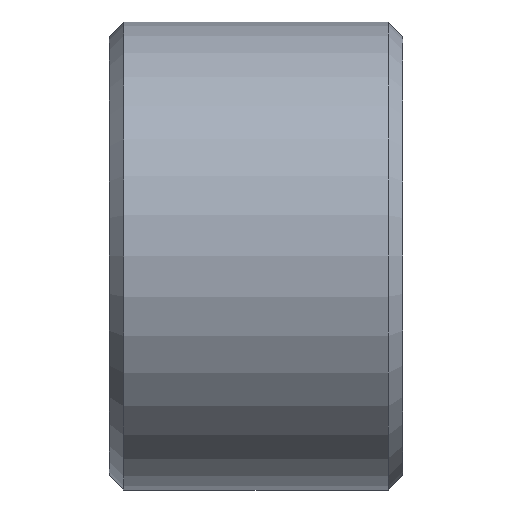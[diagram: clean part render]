
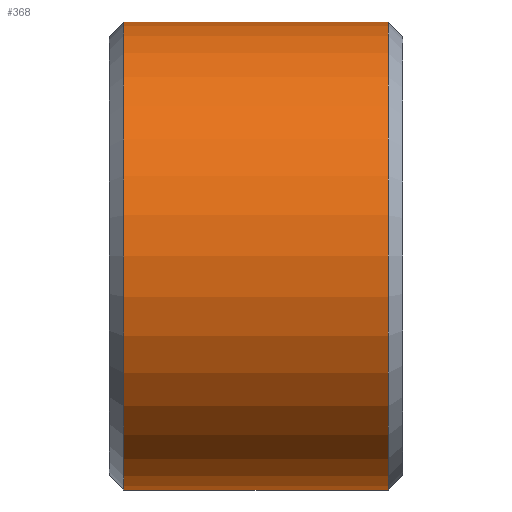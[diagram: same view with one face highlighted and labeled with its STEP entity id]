
A CAD part, left-side view. The second image highlights one B-rep face of the part: STEP entity #368.
In plain terms, the highlighted cylindrical face has radius 1.595 mm (diameter 3.19 mm), a partial arc.
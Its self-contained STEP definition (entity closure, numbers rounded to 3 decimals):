
#1 = EDGE_CURVE ( 'NONE', #20, #163, #387, .T. ) ;
#9 = CARTESIAN_POINT ( 'NONE',  ( 0., 0.1, 0. ) ) ;
#14 = AXIS2_PLACEMENT_3D ( 'NONE', #9, #357, #358 ) ;
#16 = CARTESIAN_POINT ( 'NONE',  ( 0., 1.9, 1.595 ) ) ;
#20 = VERTEX_POINT ( 'NONE', #172 ) ;
#39 = LINE ( 'NONE', #204, #168 ) ;
#75 = CIRCLE ( 'NONE', #320, 1.595 ) ;
#110 = ORIENTED_EDGE ( 'NONE', *, *, #246, .F. ) ;
#116 = CARTESIAN_POINT ( 'NONE',  ( 0., 2., -1.595 ) ) ;
#118 = EDGE_LOOP ( 'NONE', ( #110, #192, #312, #370 ) ) ;
#163 = VERTEX_POINT ( 'NONE', #359 ) ;
#168 = VECTOR ( 'NONE', #230, 1000. ) ;
#172 = CARTESIAN_POINT ( 'NONE',  ( 0., 0.1, -1.595 ) ) ;
#174 = CARTESIAN_POINT ( 'NONE',  ( 0., 1.9, 0. ) ) ;
#186 = DIRECTION ( 'NONE',  ( 0., 0., -1. ) ) ;
#188 = EDGE_CURVE ( 'NONE', #405, #244, #75, .T. ) ;
#192 = ORIENTED_EDGE ( 'NONE', *, *, #188, .T. ) ;
#199 = CARTESIAN_POINT ( 'NONE',  ( 0., 1.9, -1.595 ) ) ;
#204 = CARTESIAN_POINT ( 'NONE',  ( 0., 2., 1.595 ) ) ;
#211 = CARTESIAN_POINT ( 'NONE',  ( 0., 2., 0. ) ) ;
#215 = AXIS2_PLACEMENT_3D ( 'NONE', #211, #377, #186 ) ;
#230 = DIRECTION ( 'NONE',  ( 0., -1., 0. ) ) ;
#244 = VERTEX_POINT ( 'NONE', #199 ) ;
#246 = EDGE_CURVE ( 'NONE', #405, #163, #39, .T. ) ;
#248 = DIRECTION ( 'NONE',  ( 0., -1., 0. ) ) ;
#292 = DIRECTION ( 'NONE',  ( 0., -1., 0. ) ) ;
#299 = DIRECTION ( 'NONE',  ( 0., 0., 1. ) ) ;
#304 = VECTOR ( 'NONE', #248, 1000. ) ;
#312 = ORIENTED_EDGE ( 'NONE', *, *, #369, .T. ) ;
#320 = AXIS2_PLACEMENT_3D ( 'NONE', #174, #292, #299 ) ;
#347 = CYLINDRICAL_SURFACE ( 'NONE', #215, 1.595 ) ;
#357 = DIRECTION ( 'NONE',  ( 0., 1., 0. ) ) ;
#358 = DIRECTION ( 'NONE',  ( 0., 0., 1. ) ) ;
#359 = CARTESIAN_POINT ( 'NONE',  ( 0., 0.1, 1.595 ) ) ;
#368 = ADVANCED_FACE ( 'NONE', ( #374 ), #347, .T. ) ;
#369 = EDGE_CURVE ( 'NONE', #244, #20, #408, .T. ) ;
#370 = ORIENTED_EDGE ( 'NONE', *, *, #1, .T. ) ;
#374 = FACE_OUTER_BOUND ( 'NONE', #118, .T. ) ;
#377 = DIRECTION ( 'NONE',  ( 0., -1., 0. ) ) ;
#387 = CIRCLE ( 'NONE', #14, 1.595 ) ;
#405 = VERTEX_POINT ( 'NONE', #16 ) ;
#408 = LINE ( 'NONE', #116, #304 ) ;
